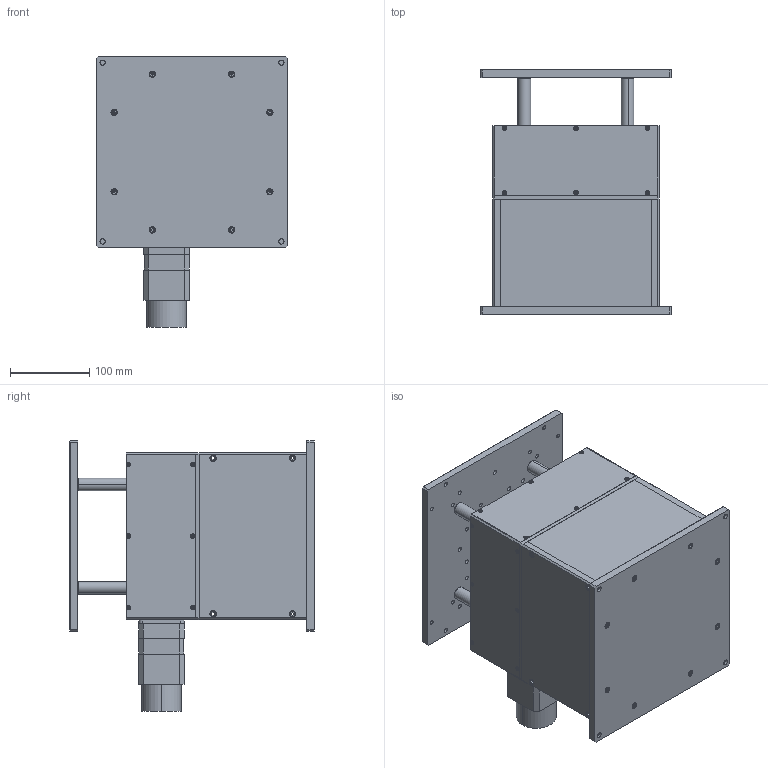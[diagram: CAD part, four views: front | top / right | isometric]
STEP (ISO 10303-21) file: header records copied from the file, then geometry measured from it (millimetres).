
FILE_DESCRIPTION (( 'STEP AP203' ), '1' );
FILE_NAME ('PSAV100-240ZF.step', '2019-05-06T08:28:29', ( '' ), ( '' ), 'SwSTEP 2.0', 'SolidWorks 2017', '' );
FILE_SCHEMA (( 'CONFIG_CONTROL_DESIGN' ));
Length unit declared in the file: millimetre
Products named in the file (1): PSAV100-240ZF
Bounding box: 240 x 308 x 340.5 mm (x, y, z)
Surface area: 664505.9 mm2 (no closed solid volume)
Topology: 0 solids, 92 shells, 910 faces, 3352 edges, 2477 vertices
Faces by surface type: plane 427, cylinder 273, cone 165, torus 45
Entity records: 35824 total; most frequent: CARTESIAN_POINT 6728, DIRECTION 6350, ORIENTED_EDGE 4982, EDGE_CURVE 3334, VERTEX_POINT 2477, VECTOR 2136, LINE 2136, AXIS2_PLACEMENT_3D 2107
